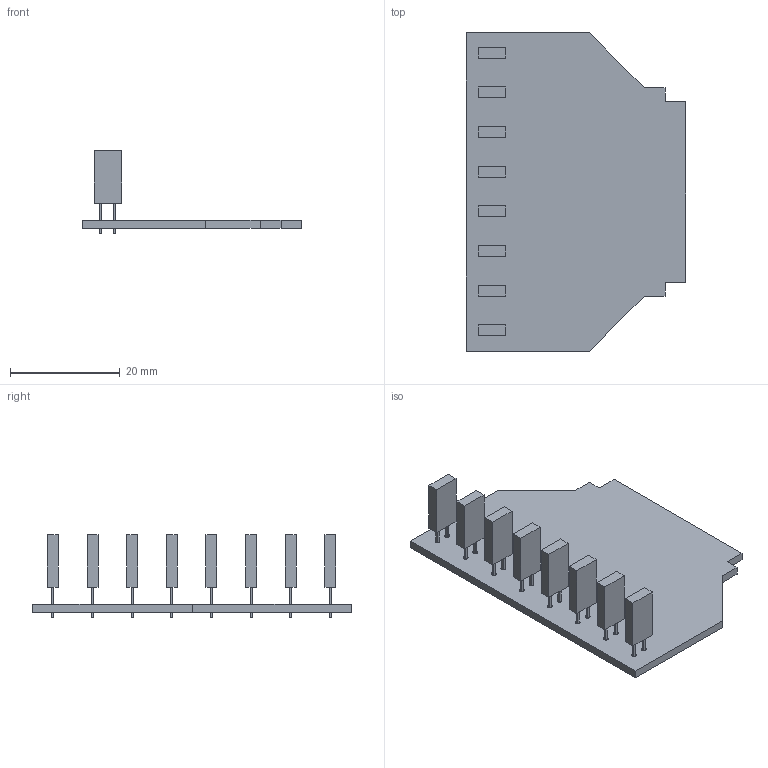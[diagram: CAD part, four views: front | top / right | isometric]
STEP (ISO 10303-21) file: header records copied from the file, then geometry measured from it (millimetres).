
FILE_DESCRIPTION(('KiCad electronic assembly'),'2;1');
FILE_NAME('LEDS.step','2025-06-18T11:25:12',('Pcbnew'),('Kicad'), 'Open CASCADE STEP processor 7.8','KiCad to STEP converter','Unknown' );
FILE_SCHEMA(('AUTOMOTIVE_DESIGN { 1 0 10303 214 1 1 1 1 }'));
Length unit declared in the file: millimetre
Products named in the file (3): LEDS 1; LED_Rectangular_W5.0mm_H2.0mm; ml-hardware_PCB
Assembly tree (9 placements, depth 2):
  LEDS 1
    LED_Rectangular_W5.0mm_H2.0mm  x8
    ml-hardware_PCB
Bounding box: 40.13 x 58.17 x 15.1 mm (x, y, z)
Volume: 3879.4 mm3; surface area: 5825.9 mm2
Topology: 9 solids, 9 shells, 159 faces, 375 edges, 250 vertices
Faces by surface type: plane 143, cylinder 16
Full cylindrical faces by diameter (mm): 0.9 x16
Entity records: 1737 total; most frequent: DIRECTION 269, CARTESIAN_POINT 262, ORIENTED_EDGE 246, EDGE_CURVE 123, LINE 91, VECTOR 91, AXIS2_PLACEMENT_3D 89, VERTEX_POINT 82
